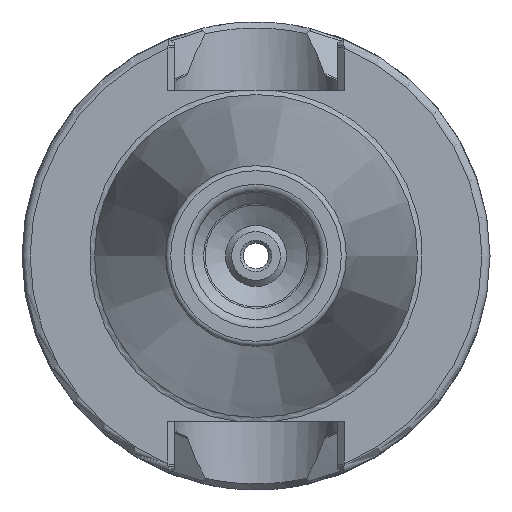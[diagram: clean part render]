
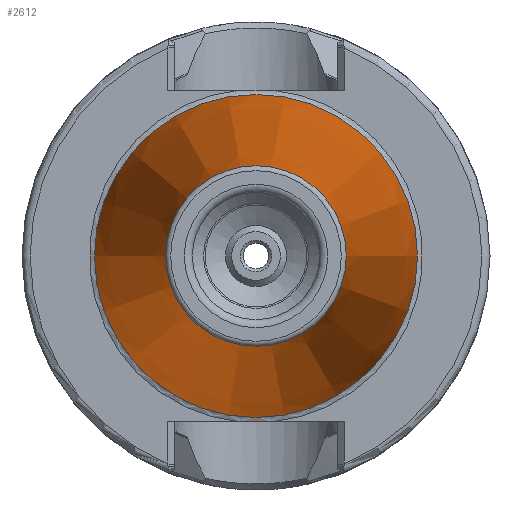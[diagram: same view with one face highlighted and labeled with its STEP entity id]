
A CAD part, left-side view. The second image highlights one B-rep face of the part: STEP entity #2612.
In plain terms, the highlighted conical face has half-angle 8.297 degrees and reference radius 12.377 mm.
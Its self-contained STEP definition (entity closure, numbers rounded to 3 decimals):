
#191=CONICAL_SURFACE('',#2956,12.377,0.145);
#302=FACE_OUTER_BOUND('',#461,.T.);
#461=EDGE_LOOP('',(#2209,#2210,#2211,#2212,#2213));
#698=LINE('',#5600,#840);
#840=VECTOR('',#3521,12.377);
#980=CIRCLE('',#2952,8.879);
#981=CIRCLE('',#2953,8.879);
#984=CIRCLE('',#2957,15.875);
#1213=VERTEX_POINT('',#5590);
#1214=VERTEX_POINT('',#5591);
#1216=VERTEX_POINT('',#5598);
#1559=EDGE_CURVE('',#1213,#1214,#980,.T.);
#1560=EDGE_CURVE('',#1214,#1213,#981,.T.);
#1563=EDGE_CURVE('',#1216,#1216,#984,.T.);
#1564=EDGE_CURVE('',#1216,#1213,#698,.T.);
#2209=ORIENTED_EDGE('',*,*,#1563,.F.);
#2210=ORIENTED_EDGE('',*,*,#1564,.T.);
#2211=ORIENTED_EDGE('',*,*,#1559,.T.);
#2212=ORIENTED_EDGE('',*,*,#1560,.T.);
#2213=ORIENTED_EDGE('',*,*,#1564,.F.);
#2612=ADVANCED_FACE('',(#302),#191,.T.);
#2952=AXIS2_PLACEMENT_3D('',#5592,#3509,#3510);
#2953=AXIS2_PLACEMENT_3D('',#5593,#3511,#3512);
#2956=AXIS2_PLACEMENT_3D('',#5597,#3517,#3518);
#2957=AXIS2_PLACEMENT_3D('',#5599,#3519,#3520);
#3509=DIRECTION('center_axis',(1.,0.,0.));
#3510=DIRECTION('ref_axis',(0.,0.,-1.));
#3511=DIRECTION('center_axis',(1.,0.,0.));
#3512=DIRECTION('ref_axis',(0.,0.,-1.));
#3517=DIRECTION('center_axis',(1.,0.,0.));
#3518=DIRECTION('ref_axis',(0.,1.,0.));
#3519=DIRECTION('center_axis',(1.,0.,0.));
#3520=DIRECTION('ref_axis',(0.,0.,-1.));
#3521=DIRECTION('',(-0.99,0.144,0.));
#5590=CARTESIAN_POINT('',(-47.972,-8.879,0.));
#5591=CARTESIAN_POINT('',(-47.972,0.,8.879));
#5592=CARTESIAN_POINT('Origin',(-47.972,0.,
0.));
#5593=CARTESIAN_POINT('Origin',(-47.972,0.,
0.));
#5597=CARTESIAN_POINT('Origin',(-23.986,0.,
0.));
#5598=CARTESIAN_POINT('',(0.,-15.875,0.));
#5599=CARTESIAN_POINT('Origin',(0.,0.,
0.));
#5600=CARTESIAN_POINT('',(-23.986,-12.377,0.));
